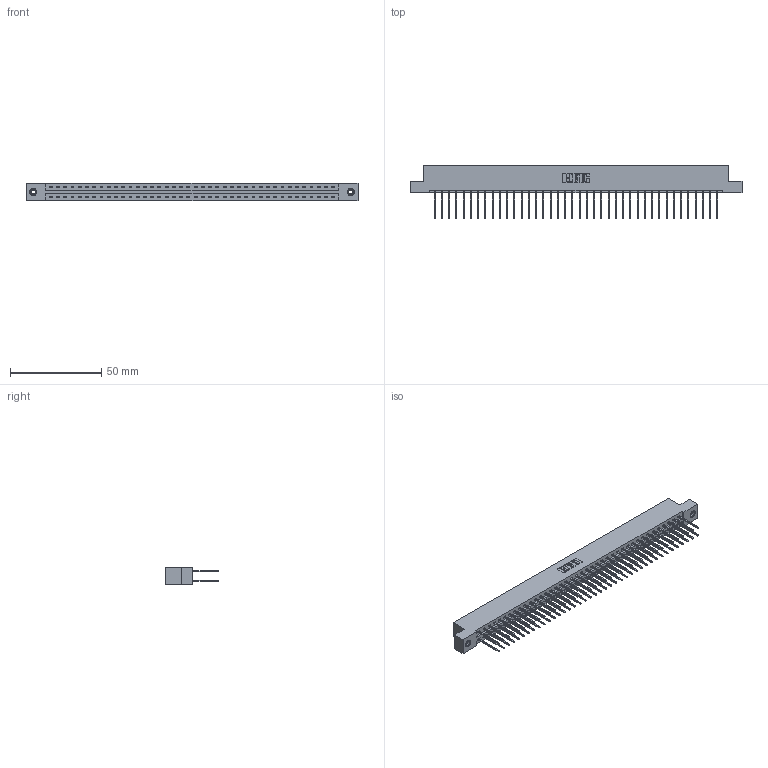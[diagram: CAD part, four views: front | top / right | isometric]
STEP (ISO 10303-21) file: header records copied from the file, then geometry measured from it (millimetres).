
FILE_DESCRIPTION (( 'STEP AP203' ), '1' );
FILE_NAME ('387-080-540-208.STEP', '2019-10-22T08:23:10', ( '' ), ( '' ), 'SwSTEP 2.0', 'SolidWorks 2016', '' );
FILE_SCHEMA (( 'CONFIG_CONTROL_DESIGN' ));
Length unit declared in the file: inch
Products named in the file (4): 387-080-540-208; 345-292-001_345-293-140; 337 Part_Flush Mounting Lugs - 0.156 Dia-TI; 345-250-001_345-250-003-102
Assembly tree (83 placements, depth 2):
  387-080-540-208
    337 Part_Flush Mounting Lugs - 0.156 Dia-TI
    345-292-001_345-293-140  x80
    345-250-001_345-250-003-102  x2
Bounding box: 181.51 x 29.47 x 9.4 mm (x, y, z)
Volume: 19398.9 mm3; surface area: 23434.2 mm2
Topology: 83 solids, 83 shells, 4494 faces, 13327 edges, 8770 vertices
Faces by surface type: plane 3142, cylinder 1336, cone 12, torus 4
Entity records: 32476 total; most frequent: CARTESIAN_POINT 5453, ORIENTED_EDGE 5382, DIRECTION 4673, EDGE_CURVE 2691, VECTOR 2543, LINE 2543, VERTEX_POINT 1788, AXIS2_PLACEMENT_3D 1065
